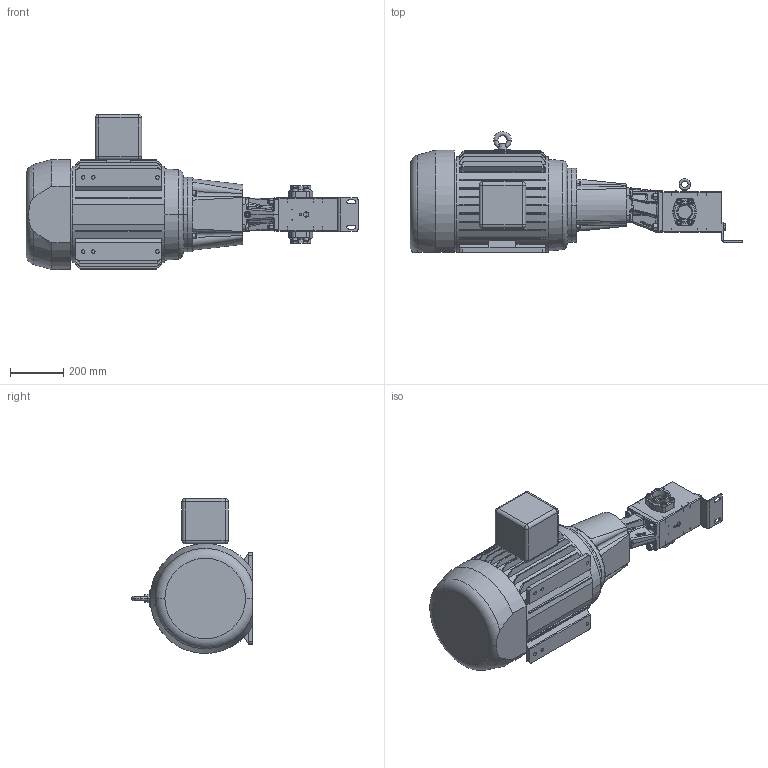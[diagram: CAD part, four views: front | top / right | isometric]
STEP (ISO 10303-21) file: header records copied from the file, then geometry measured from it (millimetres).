
FILE_DESCRIPTION (( 'STEP AP214' ), '1' );
FILE_NAME ('GPV-1026-057-U.STEP', '2019-05-23T18:05:26', ( '' ), ( '' ), 'SwSTEP 2.0', 'SolidWorks 2018', '' );
FILE_SCHEMA (( 'AUTOMOTIVE_DESIGN' ));
Length unit declared in the file: inch
Products named in the file (1): GPV-1026-057-U
Bounding box: 1249.48 x 454.94 x 583.44 mm (x, y, z)
Volume: 62214278.4 mm3; surface area: 2991288.9 mm2
Topology: 24 solids, 25 shells, 2422 faces, 5904 edges, 3654 vertices
Faces by surface type: plane 913, cylinder 735, cone 473, bspline 199, torus 62, sphere 40
Entity records: 120977 total; most frequent: CARTESIAN_POINT 34048, ORIENTED_EDGE 11764, DIRECTION 11097, EDGE_CURVE 5882, AXIS2_PLACEMENT_3D 4229, VERTEX_POINT 3654, EDGE_LOOP 2656, VECTOR 2639
